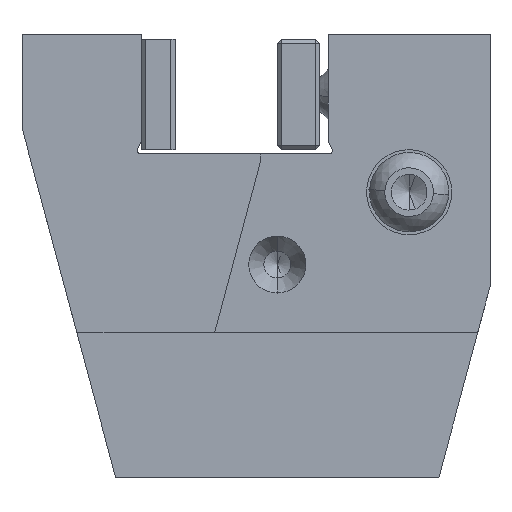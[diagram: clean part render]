
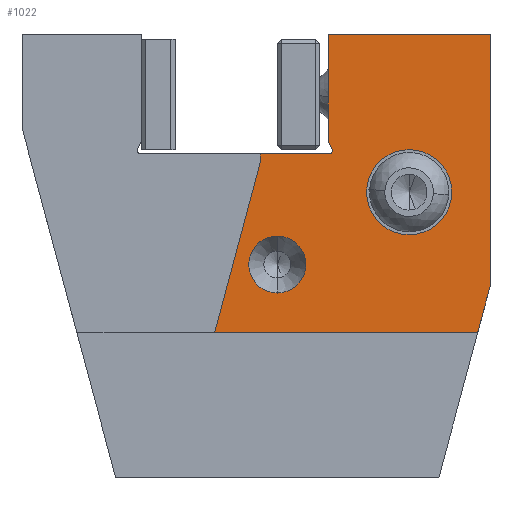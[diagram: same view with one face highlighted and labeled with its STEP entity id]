
A CAD part, left-side view. The second image highlights one B-rep face of the part: STEP entity #1022.
In plain terms, the highlighted planar face has unit normal (-1, 0, 0).
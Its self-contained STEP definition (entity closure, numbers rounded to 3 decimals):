
#109 = CARTESIAN_POINT ( 'NONE',  ( -51.673, 1.883, 14.608 ) ) ;
#143 = EDGE_CURVE ( 'NONE', #10366, #3584, #4958, .T. ) ;
#239 = DIRECTION ( 'NONE',  ( 0., 0., 1. ) ) ;
#244 = ORIENTED_EDGE ( 'NONE', *, *, #1294, .T. ) ;
#274 = VECTOR ( 'NONE', #3035, 1000. ) ;
#333 = EDGE_LOOP ( 'NONE', ( #3351, #1137 ) ) ;
#430 = FACE_OUTER_BOUND ( 'NONE', #1358, .T. ) ;
#503 = VECTOR ( 'NONE', #10482, 1000. ) ;
#540 = VECTOR ( 'NONE', #4742, 1000. ) ;
#580 = EDGE_CURVE ( 'NONE', #10090, #3415, #8794, .T. ) ;
#612 = VERTEX_POINT ( 'NONE', #5227 ) ;
#669 = ORIENTED_EDGE ( 'NONE', *, *, #3782, .T. ) ;
#752 = DIRECTION ( 'NONE',  ( -1., 0., 0. ) ) ;
#798 = CIRCLE ( 'NONE', #7750, 5. ) ;
#853 = DIRECTION ( 'NONE',  ( 0., 0., 1. ) ) ;
#941 = VERTEX_POINT ( 'NONE', #9817 ) ;
#1022 = ADVANCED_FACE ( 'NONE', ( #8669, #8290, #430 ), #5784, .T. ) ;
#1114 = DIRECTION ( 'NONE',  ( 0., 0., 1. ) ) ;
#1133 = EDGE_CURVE ( 'NONE', #3415, #8388, #7387, .T. ) ;
#1137 = ORIENTED_EDGE ( 'NONE', *, *, #7939, .F. ) ;
#1263 = ORIENTED_EDGE ( 'NONE', *, *, #7448, .T. ) ;
#1294 = EDGE_CURVE ( 'NONE', #5358, #1987, #5048, .T. ) ;
#1358 = EDGE_LOOP ( 'NONE', ( #1263, #7125, #3266, #5043, #3526, #8251, #244, #7067, #669, #1835, #5341, #9949 ) ) ;
#1488 = CARTESIAN_POINT ( 'NONE',  ( -51.673, 1.883, 14.583 ) ) ;
#1560 = CARTESIAN_POINT ( 'NONE',  ( -51.673, -7.557, 4.683 ) ) ;
#1622 = EDGE_LOOP ( 'NONE', ( #6103, #3758 ) ) ;
#1685 = LINE ( 'NONE', #3804, #274 ) ;
#1752 = AXIS2_PLACEMENT_3D ( 'NONE', #109, #5797, #6631 ) ;
#1835 = ORIENTED_EDGE ( 'NONE', *, *, #143, .T. ) ;
#1926 = EDGE_CURVE ( 'NONE', #1987, #6434, #2457, .T. ) ;
#1987 = VERTEX_POINT ( 'NONE', #6023 ) ;
#2005 = CARTESIAN_POINT ( 'NONE',  ( -51.673, 1.943, 28.183 ) ) ;
#2011 = CARTESIAN_POINT ( 'NONE',  ( -51.673, -17.057, -1.424 ) ) ;
#2221 = CARTESIAN_POINT ( 'NONE',  ( -51.673, 1.943, 15.683 ) ) ;
#2256 = CARTESIAN_POINT ( 'NONE',  ( -51.673, -7.557, 9.683 ) ) ;
#2451 = LINE ( 'NONE', #2221, #10301 ) ;
#2457 = LINE ( 'NONE', #3512, #4791 ) ;
#2536 = DIRECTION ( 'NONE',  ( -1., 0., 0. ) ) ;
#2679 = LINE ( 'NONE', #7299, #503 ) ;
#2696 = DIRECTION ( 'NONE',  ( 0., 0.259, -0.966 ) ) ;
#2707 = DIRECTION ( 'NONE',  ( -1., 0., 0. ) ) ;
#2886 = VERTEX_POINT ( 'NONE', #6270 ) ;
#2893 = CARTESIAN_POINT ( 'NONE',  ( -51.673, 1.483, 14.583 ) ) ;
#2905 = CIRCLE ( 'NONE', #3471, 5. ) ;
#2980 = CARTESIAN_POINT ( 'NONE',  ( -51.673, 7.943, -2.167 ) ) ;
#3035 = DIRECTION ( 'NONE',  ( 0., 0., -1. ) ) ;
#3055 = DIRECTION ( 'NONE',  ( 1., 0., 0. ) ) ;
#3084 = DIRECTION ( 'NONE',  ( -1., 0., 0. ) ) ;
#3157 = VECTOR ( 'NONE', #8232, 1000. ) ;
#3266 = ORIENTED_EDGE ( 'NONE', *, *, #580, .T. ) ;
#3351 = ORIENTED_EDGE ( 'NONE', *, *, #6195, .F. ) ;
#3415 = VERTEX_POINT ( 'NONE', #8326 ) ;
#3438 = DIRECTION ( 'NONE',  ( 0., -1., 0. ) ) ;
#3471 = AXIS2_PLACEMENT_3D ( 'NONE', #9387, #6040, #1114 ) ;
#3512 = CARTESIAN_POINT ( 'NONE',  ( -51.673, 1.943, 28.183 ) ) ;
#3526 = ORIENTED_EDGE ( 'NONE', *, *, #3616, .T. ) ;
#3576 = CARTESIAN_POINT ( 'NONE',  ( -51.673, 7.943, 1.183 ) ) ;
#3584 = VERTEX_POINT ( 'NONE', #7901 ) ;
#3616 = EDGE_CURVE ( 'NONE', #8388, #2886, #8386, .T. ) ;
#3701 = VERTEX_POINT ( 'NONE', #5252 ) ;
#3758 = ORIENTED_EDGE ( 'NONE', *, *, #10160, .F. ) ;
#3782 = EDGE_CURVE ( 'NONE', #6434, #10366, #2451, .T. ) ;
#3804 = CARTESIAN_POINT ( 'NONE',  ( -51.673, 1.483, 14.608 ) ) ;
#3840 = EDGE_CURVE ( 'NONE', #3584, #8132, #1685, .T. ) ;
#4149 = VECTOR ( 'NONE', #9349, 1000. ) ;
#4365 = CARTESIAN_POINT ( 'NONE',  ( -51.673, 9.943, 13.183 ) ) ;
#4496 = CIRCLE ( 'NONE', #10086, 3.35 ) ;
#4742 = DIRECTION ( 'NONE',  ( 0., 0., 1. ) ) ;
#4753 = EDGE_CURVE ( 'NONE', #612, #10090, #2679, .T. ) ;
#4791 = VECTOR ( 'NONE', #8563, 1000. ) ;
#4958 = CIRCLE ( 'NONE', #1752, 0.4 ) ;
#4978 = CARTESIAN_POINT ( 'NONE',  ( -51.673, 7.943, 4.533 ) ) ;
#5043 = ORIENTED_EDGE ( 'NONE', *, *, #1133, .T. ) ;
#5048 = LINE ( 'NONE', #2005, #7770 ) ;
#5154 = CIRCLE ( 'NONE', #7273, 3.35 ) ;
#5227 = CARTESIAN_POINT ( 'NONE',  ( -51.673, 9.943, 14.183 ) ) ;
#5252 = CARTESIAN_POINT ( 'NONE',  ( -51.673, 1.883, 14.183 ) ) ;
#5341 = ORIENTED_EDGE ( 'NONE', *, *, #3840, .T. ) ;
#5358 = VERTEX_POINT ( 'NONE', #7143 ) ;
#5684 = DIRECTION ( 'NONE',  ( 0., 0., 1. ) ) ;
#5784 = PLANE ( 'NONE',  #9961 ) ;
#5797 = DIRECTION ( 'NONE',  ( 1., 0., 0. ) ) ;
#6023 = CARTESIAN_POINT ( 'NONE',  ( -51.673, 1.943, 28.183 ) ) ;
#6040 = DIRECTION ( 'NONE',  ( -1., 0., 0. ) ) ;
#6103 = ORIENTED_EDGE ( 'NONE', *, *, #9236, .F. ) ;
#6195 = EDGE_CURVE ( 'NONE', #941, #7363, #2905, .T. ) ;
#6270 = CARTESIAN_POINT ( 'NONE',  ( -51.673, -17.057, -1.424 ) ) ;
#6305 = DIRECTION ( 'NONE',  ( 0., 0., 1. ) ) ;
#6434 = VERTEX_POINT ( 'NONE', #9341 ) ;
#6460 = LINE ( 'NONE', #9485, #540 ) ;
#6596 = CARTESIAN_POINT ( 'NONE',  ( -51.673, 1.883, 14.183 ) ) ;
#6601 = VECTOR ( 'NONE', #2696, 1000. ) ;
#6631 = DIRECTION ( 'NONE',  ( 0., 0., 1. ) ) ;
#6839 = CARTESIAN_POINT ( 'NONE',  ( -51.673, -15.612, -6.817 ) ) ;
#7067 = ORIENTED_EDGE ( 'NONE', *, *, #1926, .T. ) ;
#7125 = ORIENTED_EDGE ( 'NONE', *, *, #4753, .T. ) ;
#7143 = CARTESIAN_POINT ( 'NONE',  ( -51.673, -17.057, 28.183 ) ) ;
#7273 = AXIS2_PLACEMENT_3D ( 'NONE', #8038, #3084, #8847 ) ;
#7299 = CARTESIAN_POINT ( 'NONE',  ( -51.673, 9.943, 14.183 ) ) ;
#7363 = VERTEX_POINT ( 'NONE', #1560 ) ;
#7387 = LINE ( 'NONE', #8294, #8920 ) ;
#7448 = EDGE_CURVE ( 'NONE', #3701, #612, #9848, .T. ) ;
#7557 = CARTESIAN_POINT ( 'NONE',  ( -51.673, 1.883, 14.608 ) ) ;
#7750 = AXIS2_PLACEMENT_3D ( 'NONE', #2256, #752, #5684 ) ;
#7770 = VECTOR ( 'NONE', #8707, 1000. ) ;
#7901 = CARTESIAN_POINT ( 'NONE',  ( -51.673, 1.483, 14.608 ) ) ;
#7939 = EDGE_CURVE ( 'NONE', #7363, #941, #798, .T. ) ;
#8038 = CARTESIAN_POINT ( 'NONE',  ( -51.673, 7.943, 1.183 ) ) ;
#8132 = VERTEX_POINT ( 'NONE', #2893 ) ;
#8158 = EDGE_CURVE ( 'NONE', #2886, #5358, #6460, .T. ) ;
#8232 = DIRECTION ( 'NONE',  ( 0., 1., 0. ) ) ;
#8251 = ORIENTED_EDGE ( 'NONE', *, *, #8158, .T. ) ;
#8290 = FACE_BOUND ( 'NONE', #333, .T. ) ;
#8294 = CARTESIAN_POINT ( 'NONE',  ( -51.673, -15.612, -6.817 ) ) ;
#8326 = CARTESIAN_POINT ( 'NONE',  ( -51.673, 15.302, -6.817 ) ) ;
#8386 = LINE ( 'NONE', #2011, #4149 ) ;
#8388 = VERTEX_POINT ( 'NONE', #6839 ) ;
#8454 = AXIS2_PLACEMENT_3D ( 'NONE', #1488, #3055, #6305 ) ;
#8563 = DIRECTION ( 'NONE',  ( 0., 0., -1. ) ) ;
#8669 = FACE_BOUND ( 'NONE', #1622, .T. ) ;
#8707 = DIRECTION ( 'NONE',  ( 0., 1., 0. ) ) ;
#8714 = VERTEX_POINT ( 'NONE', #2980 ) ;
#8794 = LINE ( 'NONE', #4365, #6601 ) ;
#8847 = DIRECTION ( 'NONE',  ( 0., 0., 1. ) ) ;
#8879 = VERTEX_POINT ( 'NONE', #4978 ) ;
#8920 = VECTOR ( 'NONE', #3438, 1000. ) ;
#9236 = EDGE_CURVE ( 'NONE', #8714, #8879, #5154, .T. ) ;
#9341 = CARTESIAN_POINT ( 'NONE',  ( -51.673, 1.943, 15.683 ) ) ;
#9349 = DIRECTION ( 'NONE',  ( 0., -0.259, 0.966 ) ) ;
#9387 = CARTESIAN_POINT ( 'NONE',  ( -51.673, -7.557, 9.683 ) ) ;
#9485 = CARTESIAN_POINT ( 'NONE',  ( -51.673, -17.057, 28.183 ) ) ;
#9509 = CIRCLE ( 'NONE', #8454, 0.4 ) ;
#9716 = CARTESIAN_POINT ( 'NONE',  ( -51.673, 1.52, 14.777 ) ) ;
#9817 = CARTESIAN_POINT ( 'NONE',  ( -51.673, -7.557, 14.683 ) ) ;
#9848 = LINE ( 'NONE', #6596, #3157 ) ;
#9902 = CARTESIAN_POINT ( 'NONE',  ( -51.673, 9.943, 13.183 ) ) ;
#9949 = ORIENTED_EDGE ( 'NONE', *, *, #10412, .T. ) ;
#9961 = AXIS2_PLACEMENT_3D ( 'NONE', #7557, #2536, #853 ) ;
#10086 = AXIS2_PLACEMENT_3D ( 'NONE', #3576, #2707, #239 ) ;
#10090 = VERTEX_POINT ( 'NONE', #9902 ) ;
#10160 = EDGE_CURVE ( 'NONE', #8879, #8714, #4496, .T. ) ;
#10301 = VECTOR ( 'NONE', #10382, 1000. ) ;
#10366 = VERTEX_POINT ( 'NONE', #9716 ) ;
#10382 = DIRECTION ( 'NONE',  ( 0., -0.423, -0.906 ) ) ;
#10412 = EDGE_CURVE ( 'NONE', #8132, #3701, #9509, .T. ) ;
#10482 = DIRECTION ( 'NONE',  ( 0., 0., -1. ) ) ;
